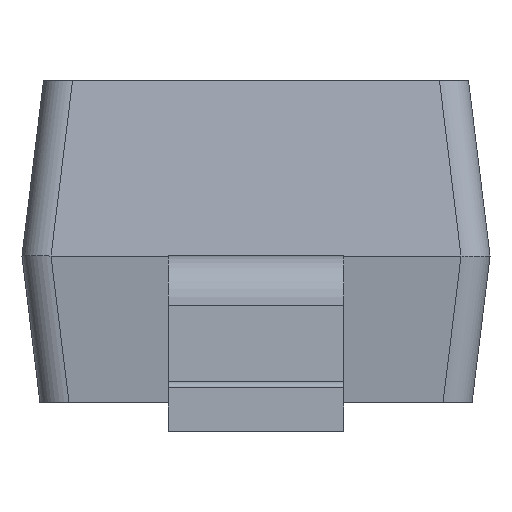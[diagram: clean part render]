
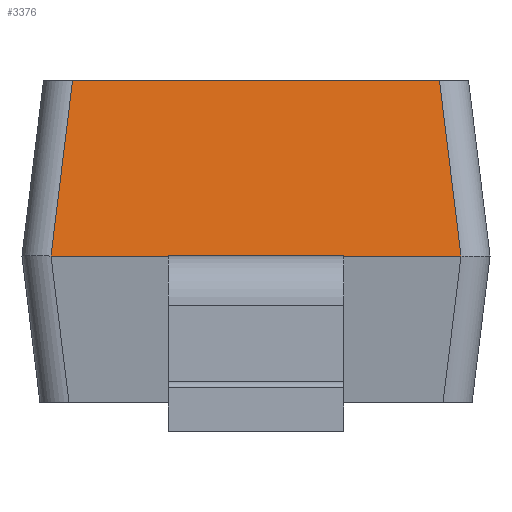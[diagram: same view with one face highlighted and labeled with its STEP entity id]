
A CAD part, left-side view. The second image highlights one B-rep face of the part: STEP entity #3376.
In plain terms, the highlighted planar face has unit normal (-0.993, 0, 0.122).
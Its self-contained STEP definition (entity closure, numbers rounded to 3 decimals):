
#27 = LINE ( 'NONE', #778, #3536 ) ;
#115 = LINE ( 'NONE', #700, #2165 ) ;
#140 = CARTESIAN_POINT ( 'NONE',  ( -1.325, 0.701, 0. ) ) ;
#159 = VECTOR ( 'NONE', #2278, 1000. ) ;
#175 = ORIENTED_EDGE ( 'NONE', *, *, #990, .T. ) ;
#194 = ORIENTED_EDGE ( 'NONE', *, *, #3668, .T. ) ;
#545 = DIRECTION ( 'NONE',  ( -0.993, 0., 0.122 ) ) ;
#559 = LINE ( 'NONE', #2325, #159 ) ;
#590 = ORIENTED_EDGE ( 'NONE', *, *, #1670, .T. ) ;
#598 = AXIS2_PLACEMENT_3D ( 'NONE', #2828, #545, #3175 ) ;
#635 = CARTESIAN_POINT ( 'NONE',  ( -1.325, -0.701, 0. ) ) ;
#700 = CARTESIAN_POINT ( 'NONE',  ( -1.325, -0.8, 0. ) ) ;
#778 = CARTESIAN_POINT ( 'NONE',  ( -1.303, 0.679, 0.179 ) ) ;
#779 = CARTESIAN_POINT ( 'NONE',  ( -1.325, -0.8, 0. ) ) ;
#911 = VERTEX_POINT ( 'NONE', #1763 ) ;
#926 = ORIENTED_EDGE ( 'NONE', *, *, #2632, .F. ) ;
#990 = EDGE_CURVE ( 'NONE', #1965, #2736, #27, .T. ) ;
#1098 = EDGE_LOOP ( 'NONE', ( #926, #175, #4054, #194, #3063, #590 ) ) ;
#1139 = LINE ( 'NONE', #1496, #1921 ) ;
#1154 = VERTEX_POINT ( 'NONE', #635 ) ;
#1496 = CARTESIAN_POINT ( 'NONE',  ( -1.326, -0.702, -0.012 ) ) ;
#1517 = CARTESIAN_POINT ( 'NONE',  ( -1.325, -0.3, 0. ) ) ;
#1670 = EDGE_CURVE ( 'NONE', #1154, #911, #1139, .T. ) ;
#1726 = VECTOR ( 'NONE', #4645, 1000. ) ;
#1731 = LINE ( 'NONE', #779, #1726 ) ;
#1763 = CARTESIAN_POINT ( 'NONE',  ( -1.251, -0.627, 0.6 ) ) ;
#1864 = VERTEX_POINT ( 'NONE', #1517 ) ;
#1921 = VECTOR ( 'NONE', #2878, 1000. ) ;
#1965 = VERTEX_POINT ( 'NONE', #2687 ) ;
#2013 = FACE_OUTER_BOUND ( 'NONE', #1098, .T. ) ;
#2165 = VECTOR ( 'NONE', #3917, 1000. ) ;
#2278 = DIRECTION ( 'NONE',  ( 0., -1., 0. ) ) ;
#2325 = CARTESIAN_POINT ( 'NONE',  ( -1.325, -0.8, 0. ) ) ;
#2570 = EDGE_CURVE ( 'NONE', #2736, #4564, #559, .T. ) ;
#2632 = EDGE_CURVE ( 'NONE', #1965, #911, #2863, .T. ) ;
#2687 = CARTESIAN_POINT ( 'NONE',  ( -1.251, 0.627, 0.6 ) ) ;
#2736 = VERTEX_POINT ( 'NONE', #140 ) ;
#2828 = CARTESIAN_POINT ( 'NONE',  ( -1.325, -0.8, 0. ) ) ;
#2863 = LINE ( 'NONE', #3248, #4567 ) ;
#2878 = DIRECTION ( 'NONE',  ( 0.121, 0.121, 0.985 ) ) ;
#3053 = EDGE_CURVE ( 'NONE', #1864, #1154, #115, .T. ) ;
#3063 = ORIENTED_EDGE ( 'NONE', *, *, #3053, .T. ) ;
#3162 = PLANE ( 'NONE',  #598 ) ;
#3175 = DIRECTION ( 'NONE',  ( 0.122, 0., 0.993 ) ) ;
#3248 = CARTESIAN_POINT ( 'NONE',  ( -1.251, 0., 0.6 ) ) ;
#3376 = ADVANCED_FACE ( 'NONE', ( #2013 ), #3162, .T. ) ;
#3425 = CARTESIAN_POINT ( 'NONE',  ( -1.325, 0.3, 0. ) ) ;
#3526 = DIRECTION ( 'NONE',  ( 0., -1., 0. ) ) ;
#3536 = VECTOR ( 'NONE', #4082, 1000. ) ;
#3668 = EDGE_CURVE ( 'NONE', #4564, #1864, #1731, .T. ) ;
#3917 = DIRECTION ( 'NONE',  ( 0., -1., 0. ) ) ;
#4054 = ORIENTED_EDGE ( 'NONE', *, *, #2570, .T. ) ;
#4082 = DIRECTION ( 'NONE',  ( -0.121, 0.121, -0.985 ) ) ;
#4564 = VERTEX_POINT ( 'NONE', #3425 ) ;
#4567 = VECTOR ( 'NONE', #3526, 1000. ) ;
#4645 = DIRECTION ( 'NONE',  ( 0., -1., 0. ) ) ;
